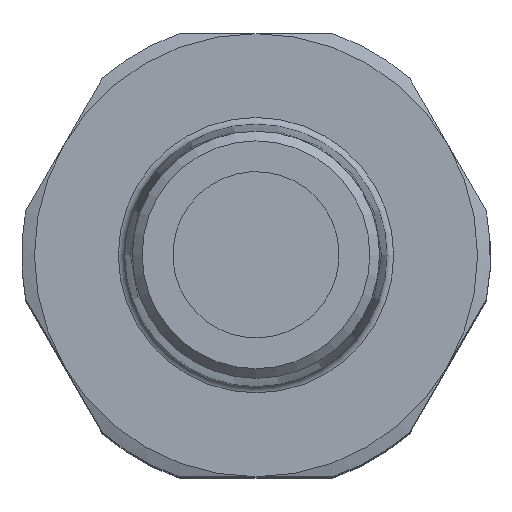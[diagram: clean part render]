
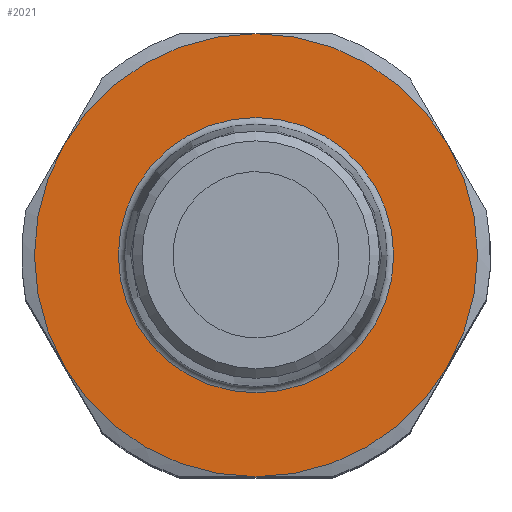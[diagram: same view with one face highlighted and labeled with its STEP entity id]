
A CAD part, top view. The second image highlights one B-rep face of the part: STEP entity #2021.
In plain terms, the highlighted planar face has unit normal (0, 0, 1).
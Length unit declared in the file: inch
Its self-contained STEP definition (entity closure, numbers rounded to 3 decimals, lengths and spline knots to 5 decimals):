
#266=FACE_BOUND('',#520,.T.);
#396=FACE_OUTER_BOUND('',#519,.T.);
#519=EDGE_LOOP('',(#1734,#1735,#1736,#1737,#1738,#1739));
#520=EDGE_LOOP('',(#1740));
#670=CIRCLE('',#2282,0.44035);
#680=CIRCLE('',#2303,0.70866);
#682=CIRCLE('',#2306,0.70866);
#684=CIRCLE('',#2309,0.70866);
#685=CIRCLE('',#2311,0.70866);
#687=CIRCLE('',#2314,0.70866);
#689=CIRCLE('',#2317,0.70866);
#847=VERTEX_POINT('',#3525);
#863=VERTEX_POINT('',#3602);
#865=VERTEX_POINT('',#3608);
#867=VERTEX_POINT('',#3615);
#870=VERTEX_POINT('',#3627);
#873=VERTEX_POINT('',#3642);
#876=VERTEX_POINT('',#3654);
#1110=EDGE_CURVE('',#847,#847,#670,.T.);
#1138=EDGE_CURVE('',#863,#865,#680,.T.);
#1142=EDGE_CURVE('',#867,#863,#682,.T.);
#1146=EDGE_CURVE('',#870,#867,#684,.T.);
#1148=EDGE_CURVE('',#873,#870,#685,.T.);
#1152=EDGE_CURVE('',#876,#873,#687,.T.);
#1156=EDGE_CURVE('',#865,#876,#689,.T.);
#1734=ORIENTED_EDGE('',*,*,#1156,.T.);
#1735=ORIENTED_EDGE('',*,*,#1152,.T.);
#1736=ORIENTED_EDGE('',*,*,#1148,.T.);
#1737=ORIENTED_EDGE('',*,*,#1146,.T.);
#1738=ORIENTED_EDGE('',*,*,#1142,.T.);
#1739=ORIENTED_EDGE('',*,*,#1138,.T.);
#1740=ORIENTED_EDGE('',*,*,#1110,.F.);
#1783=PLANE('',#2329);
#2021=ADVANCED_FACE('',(#396,#266),#1783,.F.);
#2282=AXIS2_PLACEMENT_3D('',#3527,#2839,#2840);
#2303=AXIS2_PLACEMENT_3D('',#3612,#2885,#2886);
#2306=AXIS2_PLACEMENT_3D('',#3624,#2891,#2892);
#2309=AXIS2_PLACEMENT_3D('',#3636,#2897,#2898);
#2311=AXIS2_PLACEMENT_3D('',#3643,#2901,#2902);
#2314=AXIS2_PLACEMENT_3D('',#3655,#2907,#2908);
#2317=AXIS2_PLACEMENT_3D('',#3666,#2913,#2914);
#2329=AXIS2_PLACEMENT_3D('',#3694,#2949,#2950);
#2839=DIRECTION('center_axis',(0.,0.,
1.));
#2840=DIRECTION('ref_axis',(0.,-1.,0.));
#2885=DIRECTION('center_axis',(0.,0.,
1.));
#2886=DIRECTION('ref_axis',(0.,1.,0.));
#2891=DIRECTION('center_axis',(0.,0.,
1.));
#2892=DIRECTION('ref_axis',(0.,1.,0.));
#2897=DIRECTION('center_axis',(0.,0.,
1.));
#2898=DIRECTION('ref_axis',(0.,1.,0.));
#2901=DIRECTION('center_axis',(0.,0.,
1.));
#2902=DIRECTION('ref_axis',(0.,1.,0.));
#2907=DIRECTION('center_axis',(0.,0.,
1.));
#2908=DIRECTION('ref_axis',(0.,1.,0.));
#2913=DIRECTION('center_axis',(0.,0.,
1.));
#2914=DIRECTION('ref_axis',(0.,1.,0.));
#2949=DIRECTION('center_axis',(0.,0.,
-1.));
#2950=DIRECTION('ref_axis',(-1.,0.,0.));
#3525=CARTESIAN_POINT('',(-0.44035,0.,1.5253));
#3527=CARTESIAN_POINT('Origin',(0.,0.,1.5253));
#3602=CARTESIAN_POINT('',(-0.61372,-0.35433,1.5253));
#3608=CARTESIAN_POINT('',(0.,-0.70866,1.5253));
#3612=CARTESIAN_POINT('Origin',(0.,0.,1.5253));
#3615=CARTESIAN_POINT('',(-0.61372,0.35433,1.5253));
#3624=CARTESIAN_POINT('Origin',(0.,0.,1.5253));
#3627=CARTESIAN_POINT('',(0.,0.70866,1.5253));
#3636=CARTESIAN_POINT('Origin',(0.,0.,1.5253));
#3642=CARTESIAN_POINT('',(0.61372,0.35433,1.5253));
#3643=CARTESIAN_POINT('Origin',(0.,0.,1.5253));
#3654=CARTESIAN_POINT('',(0.61372,-0.35433,1.5253));
#3655=CARTESIAN_POINT('Origin',(0.,0.,1.5253));
#3666=CARTESIAN_POINT('Origin',(0.,0.,1.5253));
#3694=CARTESIAN_POINT('Origin',(0.,0.,
1.5253));
